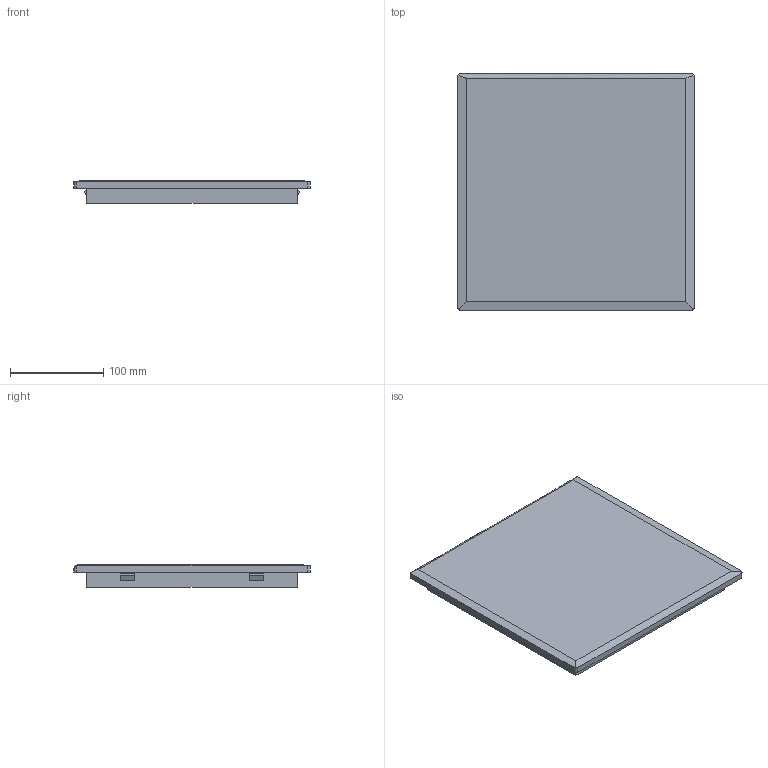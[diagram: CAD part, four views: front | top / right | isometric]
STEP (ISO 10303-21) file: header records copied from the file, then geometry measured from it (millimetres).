
FILE_DESCRIPTION (( 'STEP AP214' ), '1' );
FILE_NAME ('YVR10D-EF-380-55.STEP', '2024-06-11T10:35:17', ( '' ), ( '' ), 'SwSTEP 2.0', 'SolidWorks 2022', '' );
FILE_SCHEMA (( 'AUTOMOTIVE_DESIGN' ));
Length unit declared in the file: millimetre
Products named in the file (1): YVR10D-EF-380-55
Bounding box: 253 x 253 x 24.5 mm (x, y, z)
Volume: 1340881.1 mm3; surface area: 149852.9 mm2
Topology: 1 solids, 1 shells, 59 faces, 132 edges, 88 vertices
Faces by surface type: plane 38, cylinder 20, bspline 1
Entity records: 1826 total; most frequent: CARTESIAN_POINT 464, DIRECTION 274, ORIENTED_EDGE 264, EDGE_CURVE 132, AXIS2_PLACEMENT_3D 95, VERTEX_POINT 88, LINE 84, VECTOR 84
